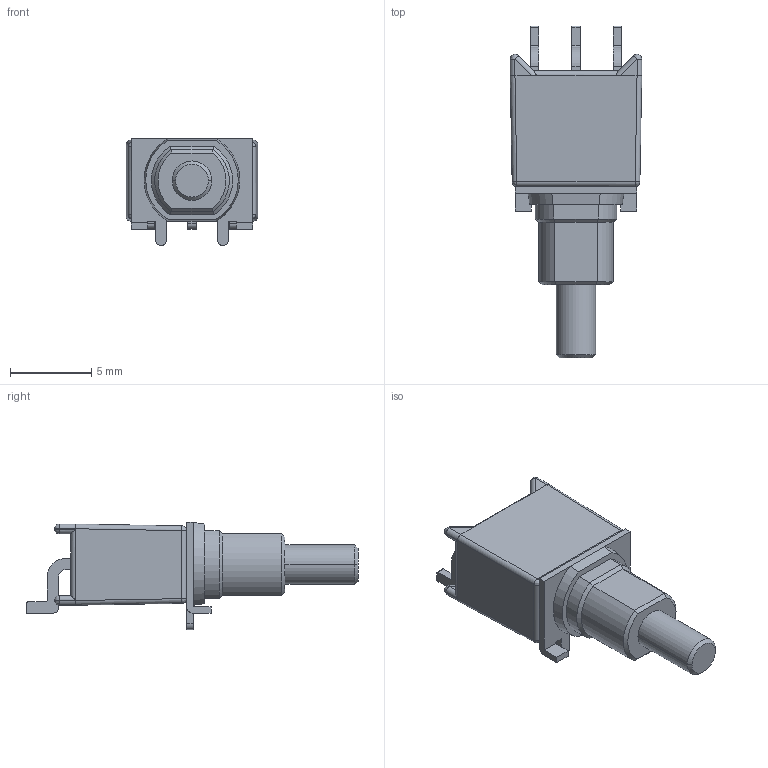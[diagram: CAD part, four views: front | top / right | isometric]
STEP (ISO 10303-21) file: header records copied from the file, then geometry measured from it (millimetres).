
FILE_DESCRIPTION((''),'2;1');
FILE_NAME('TP32WS83565','2011-02-15T',('francis'),(''),'PRO/ENGINEER BY PARAMETRIC TECHNOLOGY CORPORATION, 2009440','PRO/ENGINEER BY PARAMETRIC TECHNOLOGY CORPORATION, 2009440','');
FILE_SCHEMA(('CONFIG_CONTROL_DESIGN'));
Length unit declared in the file: millimetre
Products named in the file (1): TP32WS83565
Bounding box: 8.1 x 20.45 x 6.6 mm (x, y, z)
Volume: 417.8 mm3; surface area: 448 mm2
Topology: 1 solids, 1 shells, 169 faces, 422 edges, 262 vertices
Faces by surface type: plane 83, cylinder 62, bspline 16, cone 8
Entity records: 5599 total; most frequent: CARTESIAN_POINT 1642, ORIENTED_EDGE 844, DIRECTION 772, EDGE_CURVE 422, VERTEX_POINT 262, VECTOR 258, LINE 258, AXIS2_PLACEMENT_3D 257
